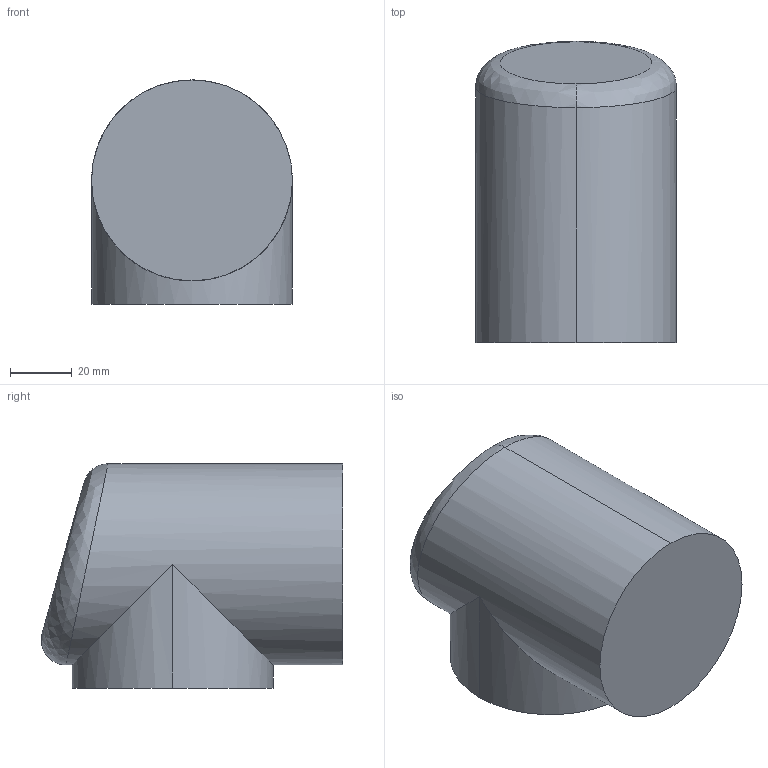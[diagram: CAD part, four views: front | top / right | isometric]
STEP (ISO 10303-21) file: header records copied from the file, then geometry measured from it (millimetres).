
FILE_DESCRIPTION (( 'STEP AP203' ), '1' );
FILE_NAME ('Link6_Default_sldprt.STEP', '2021-06-04T03:37:41', ( '' ), ( '' ), 'SwSTEP 2.0', 'SolidWorks 2020', '' );
FILE_SCHEMA (( 'CONFIG_CONTROL_DESIGN' ));
Length unit declared in the file: millimetre
Products named in the file (1): Link6_Default_sldprt
Bounding box: 65 x 97.47 x 72.5 mm (x, y, z)
Volume: 340224.7 mm3; surface area: 27572.3 mm2
Topology: 1 solids, 1 shells, 9 faces, 19 edges, 12 vertices
Faces by surface type: cylinder 4, plane 3, bspline 2
Entity records: 514 total; most frequent: CARTESIAN_POINT 267, ORIENTED_EDGE 38, DIRECTION 33, EDGE_CURVE 19, AXIS2_PLACEMENT_3D 14, VERTEX_POINT 12, ADVANCED_FACE 9, FACE_OUTER_BOUND 9
